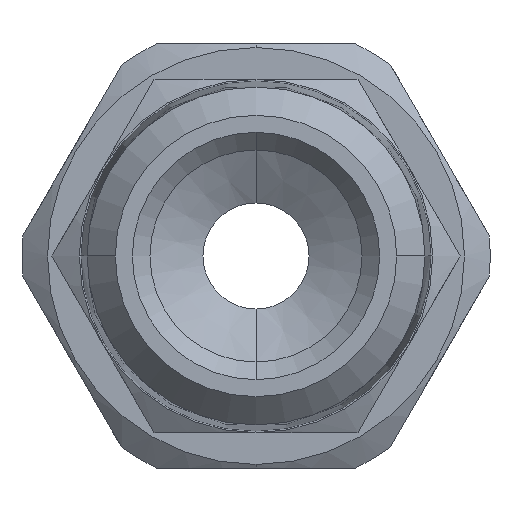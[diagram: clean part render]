
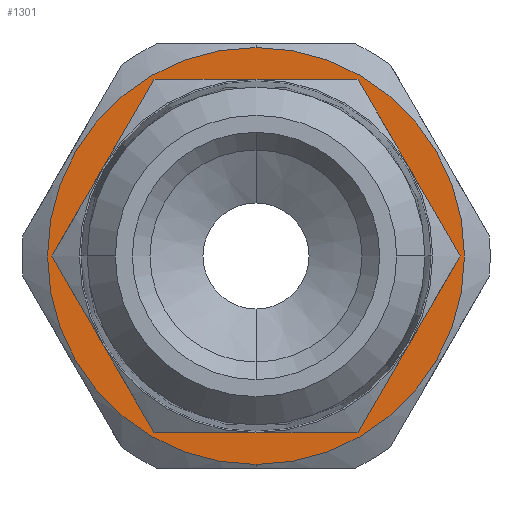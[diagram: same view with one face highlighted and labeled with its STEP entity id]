
A CAD part, front view. The second image highlights one B-rep face of the part: STEP entity #1301.
In plain terms, the highlighted planar face has unit normal (0, -1, 0).
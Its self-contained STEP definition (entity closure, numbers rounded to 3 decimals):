
#89 = CARTESIAN_POINT ( 'NONE',  ( 0., 14., 0. ) ) ;
#90 = DIRECTION ( 'NONE',  ( 0., -1., 0. ) ) ;
#91 = DIRECTION ( 'NONE',  ( 0., 0., -1. ) ) ;
#214 = PLANE ( 'NONE',  #1408 ) ;
#215 = CARTESIAN_POINT ( 'NONE',  ( 5.3, 14., 0. ) ) ;
#216 = DIRECTION ( 'NONE',  ( 0., -1., 0. ) ) ;
#217 = DIRECTION ( 'NONE',  ( 0., 0., -1. ) ) ;
#277 = VERTEX_POINT ( 'NONE', #1198 ) ;
#338 = EDGE_LOOP ( 'NONE', ( #1919, #1916 ) ) ;
#357 = VERTEX_POINT ( 'NONE', #1214 ) ;
#507 = VERTEX_POINT ( 'NONE', #1093 ) ;
#527 = VERTEX_POINT ( 'NONE', #1086 ) ;
#562 = EDGE_LOOP ( 'NONE', ( #1921, #1922 ) ) ;
#577 = FACE_OUTER_BOUND ( 'NONE', #562, .T. ) ;
#579 = FACE_BOUND ( 'NONE', #338, .T. ) ;
#691 = EDGE_CURVE ( 'NONE', #357, #277, #1487, .T. ) ;
#728 = EDGE_CURVE ( 'NONE', #277, #357, #796, .T. ) ;
#738 = EDGE_CURVE ( 'NONE', #527, #507, #783, .T. ) ;
#777 = AXIS2_PLACEMENT_3D ( 'NONE', #1072, #1036, #1041 ) ;
#783 = CIRCLE ( 'NONE', #777, 5.9 ) ;
#796 = CIRCLE ( 'NONE', #808, 4.2 ) ;
#808 = AXIS2_PLACEMENT_3D ( 'NONE', #1692, #1687, #1679 ) ;
#817 = AXIS2_PLACEMENT_3D ( 'NONE', #89, #90, #91 ) ;
#824 = CIRCLE ( 'NONE', #817, 5.9 ) ;
#1036 = DIRECTION ( 'NONE',  ( 0., -1., 0. ) ) ;
#1041 = DIRECTION ( 'NONE',  ( 0., 0., -1. ) ) ;
#1072 = CARTESIAN_POINT ( 'NONE',  ( 0., 14., 0. ) ) ;
#1086 = CARTESIAN_POINT ( 'NONE',  ( 0., 14., 5.9 ) ) ;
#1093 = CARTESIAN_POINT ( 'NONE',  ( 0., 14., -5.9 ) ) ;
#1198 = CARTESIAN_POINT ( 'NONE',  ( 0., 14., -4.2 ) ) ;
#1214 = CARTESIAN_POINT ( 'NONE',  ( 0., 14., 4.2 ) ) ;
#1271 = EDGE_CURVE ( 'NONE', #507, #527, #824, .T. ) ;
#1301 = ADVANCED_FACE ( 'NONE', ( #579, #577 ), #214, .T. ) ;
#1408 = AXIS2_PLACEMENT_3D ( 'NONE', #215, #216, #217 ) ;
#1474 = AXIS2_PLACEMENT_3D ( 'NONE', #1603, #1620, #1614 ) ;
#1487 = CIRCLE ( 'NONE', #1474, 4.2 ) ;
#1603 = CARTESIAN_POINT ( 'NONE',  ( 0., 14., 0. ) ) ;
#1614 = DIRECTION ( 'NONE',  ( 0., 0., -1. ) ) ;
#1620 = DIRECTION ( 'NONE',  ( 0., 1., 0. ) ) ;
#1679 = DIRECTION ( 'NONE',  ( 0., 0., -1. ) ) ;
#1687 = DIRECTION ( 'NONE',  ( 0., 1., 0. ) ) ;
#1692 = CARTESIAN_POINT ( 'NONE',  ( 0., 14., 0. ) ) ;
#1916 = ORIENTED_EDGE ( 'NONE', *, *, #691, .T. ) ;
#1919 = ORIENTED_EDGE ( 'NONE', *, *, #728, .T. ) ;
#1921 = ORIENTED_EDGE ( 'NONE', *, *, #738, .T. ) ;
#1922 = ORIENTED_EDGE ( 'NONE', *, *, #1271, .T. ) ;
